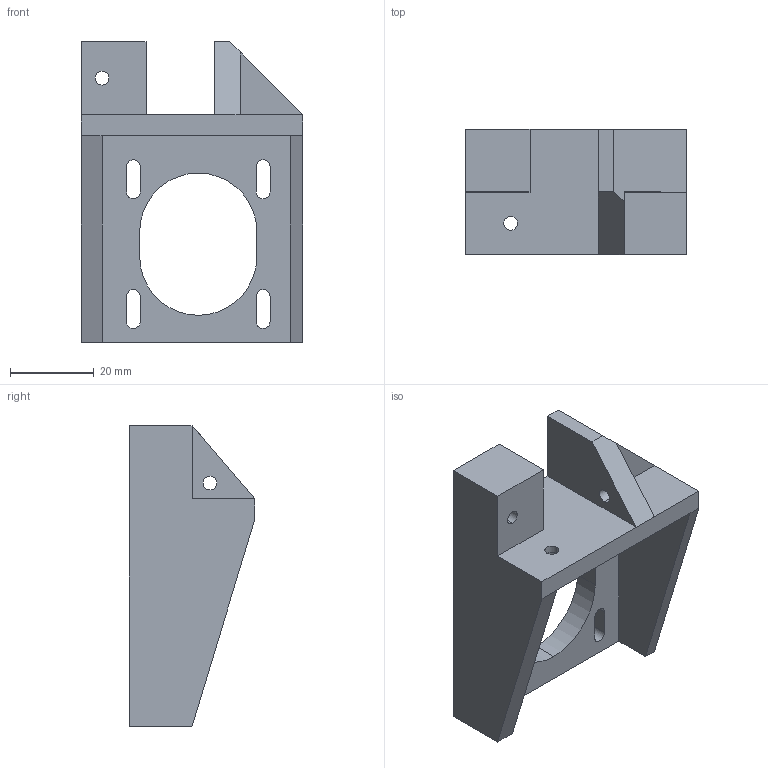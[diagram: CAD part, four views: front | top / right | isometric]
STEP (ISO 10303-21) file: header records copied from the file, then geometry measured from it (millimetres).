
FILE_DESCRIPTION (( 'STEP AP214' ), '1' );
FILE_NAME ('V1Rook_Top Right Motor Mount 1.1.STEP', '2022-11-15T20:34:32', ( '' ), ( '' ), 'SwSTEP 2.0', 'SolidWorks 2020', '' );
FILE_SCHEMA (( 'AUTOMOTIVE_DESIGN' ));
Length unit declared in the file: inch
Products named in the file (1): V1Rook_Top Right Motor Mount 1.1
Bounding box: 53 x 30 x 71.95 mm (x, y, z)
Volume: 32396.8 mm3; surface area: 14804.6 mm2
Topology: 1 solids, 1 shells, 82 faces, 221 edges, 146 vertices
Faces by surface type: plane 57, cylinder 25
Entity records: 2674 total; most frequent: CARTESIAN_POINT 450, ORIENTED_EDGE 442, DIRECTION 437, EDGE_CURVE 221, VECTOR 171, LINE 171, VERTEX_POINT 146, AXIS2_PLACEMENT_3D 133
